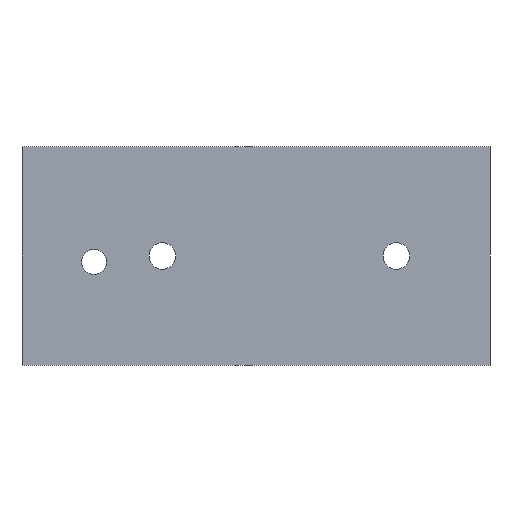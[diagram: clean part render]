
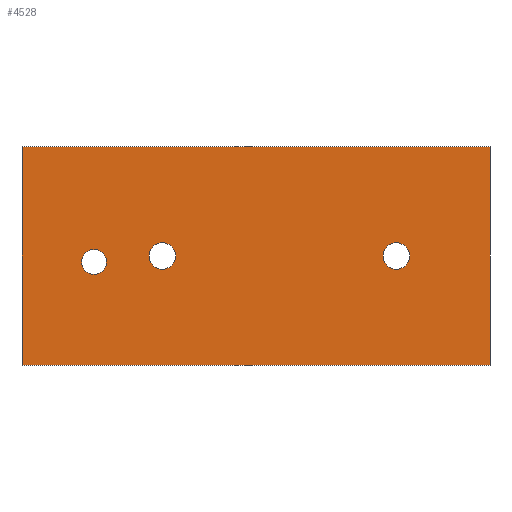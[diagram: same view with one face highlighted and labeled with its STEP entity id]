
A CAD part, front view. The second image highlights one B-rep face of the part: STEP entity #4528.
In plain terms, the highlighted planar face has unit normal (0, -1, 0).
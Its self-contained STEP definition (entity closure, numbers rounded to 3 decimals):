
#13 = ORIENTED_EDGE ( 'NONE', *, *, #695, .F. ) ;
#25 = EDGE_LOOP ( 'NONE', ( #353, #433 ) ) ;
#43 = EDGE_CURVE ( 'NONE', #669, #4420, #1374, .T. ) ;
#99 = VERTEX_POINT ( 'NONE', #1611 ) ;
#111 = VERTEX_POINT ( 'NONE', #1690 ) ;
#119 = EDGE_LOOP ( 'NONE', ( #4438, #2592 ) ) ;
#174 = VERTEX_POINT ( 'NONE', #2011 ) ;
#191 = EDGE_CURVE ( 'NONE', #1129, #669, #2153, .T. ) ;
#273 = VERTEX_POINT ( 'NONE', #2833 ) ;
#353 = ORIENTED_EDGE ( 'NONE', *, *, #691, .T. ) ;
#389 = EDGE_CURVE ( 'NONE', #273, #99, #3970, .T. ) ;
#426 = EDGE_LOOP ( 'NONE', ( #3426, #538, #13, #1184 ) ) ;
#433 = ORIENTED_EDGE ( 'NONE', *, *, #1036, .T. ) ;
#511 = EDGE_CURVE ( 'NONE', #99, #273, #2048, .T. ) ;
#538 = ORIENTED_EDGE ( 'NONE', *, *, #191, .F. ) ;
#669 = VERTEX_POINT ( 'NONE', #2963 ) ;
#691 = EDGE_CURVE ( 'NONE', #954, #111, #3043, .T. ) ;
#695 = EDGE_CURVE ( 'NONE', #773, #1129, #3073, .T. ) ;
#773 = VERTEX_POINT ( 'NONE', #3393 ) ;
#846 = ORIENTED_EDGE ( 'NONE', *, *, #1152, .T. ) ;
#890 = EDGE_CURVE ( 'NONE', #4420, #773, #3763, .T. ) ;
#954 = VERTEX_POINT ( 'NONE', #4034 ) ;
#1036 = EDGE_CURVE ( 'NONE', #111, #954, #1454, .T. ) ;
#1129 = VERTEX_POINT ( 'NONE', #1787 ) ;
#1152 = EDGE_CURVE ( 'NONE', #174, #4464, #1900, .T. ) ;
#1172 = EDGE_LOOP ( 'NONE', ( #2611, #846 ) ) ;
#1184 = ORIENTED_EDGE ( 'NONE', *, *, #890, .F. ) ;
#1374 = LINE ( 'NONE', #1375, #1376 ) ;
#1375 = CARTESIAN_POINT ( 'NONE',  ( -75., 0., -35. ) ) ;
#1376 = VECTOR ( 'NONE', #1377, 1000. ) ;
#1377 = DIRECTION ( 'NONE',  ( 0., 0., 1. ) ) ;
#1454 = CIRCLE ( 'NONE', #1455, 4. ) ;
#1455 = AXIS2_PLACEMENT_3D ( 'NONE', #1456, #1457, #1458 ) ;
#1456 = CARTESIAN_POINT ( 'NONE',  ( -51.916, 0., -1.917 ) ) ;
#1457 = DIRECTION ( 'NONE',  ( 0., 1., 0. ) ) ;
#1458 = DIRECTION ( 'NONE',  ( 0., 0., 1. ) ) ;
#1611 = CARTESIAN_POINT ( 'NONE',  ( 45., 0., 4.25 ) ) ;
#1690 = CARTESIAN_POINT ( 'NONE',  ( -51.916, 0., -5.917 ) ) ;
#1787 = CARTESIAN_POINT ( 'NONE',  ( 75., 0., -35. ) ) ;
#1900 = CIRCLE ( 'NONE', #1901, 4.25 ) ;
#1901 = AXIS2_PLACEMENT_3D ( 'NONE', #1902, #1903, #1904 ) ;
#1902 = CARTESIAN_POINT ( 'NONE',  ( -30., 0., 0. ) ) ;
#1903 = DIRECTION ( 'NONE',  ( 0., 1., 0. ) ) ;
#1904 = DIRECTION ( 'NONE',  ( 0., 0., 1. ) ) ;
#1911 = CIRCLE ( 'NONE', #1912, 4.25 ) ;
#1912 = AXIS2_PLACEMENT_3D ( 'NONE', #1915, #1916, #1917 ) ;
#1915 = CARTESIAN_POINT ( 'NONE',  ( -30., 0., 0. ) ) ;
#1916 = DIRECTION ( 'NONE',  ( 0., 1., 0. ) ) ;
#1917 = DIRECTION ( 'NONE',  ( 0., 0., 1. ) ) ;
#2011 = CARTESIAN_POINT ( 'NONE',  ( -30., 0., -4.25 ) ) ;
#2048 = CIRCLE ( 'NONE', #2049, 4.25 ) ;
#2049 = AXIS2_PLACEMENT_3D ( 'NONE', #2050, #2051, #2052 ) ;
#2050 = CARTESIAN_POINT ( 'NONE',  ( 45., 0., 0. ) ) ;
#2051 = DIRECTION ( 'NONE',  ( 0., 1., 0. ) ) ;
#2052 = DIRECTION ( 'NONE',  ( 0., 0., 1. ) ) ;
#2153 = LINE ( 'NONE', #2154, #2155 ) ;
#2154 = CARTESIAN_POINT ( 'NONE',  ( -75., 0., -35. ) ) ;
#2155 = VECTOR ( 'NONE', #2156, 1000. ) ;
#2156 = DIRECTION ( 'NONE',  ( -1., 0., 0. ) ) ;
#2490 = FACE_BOUND ( 'NONE', #1172, .T. ) ;
#2491 = FACE_BOUND ( 'NONE', #119, .T. ) ;
#2492 = FACE_BOUND ( 'NONE', #25, .T. ) ;
#2493 = FACE_OUTER_BOUND ( 'NONE', #426, .T. ) ;
#2510 = PLANE ( 'NONE',  #2511 ) ;
#2511 = AXIS2_PLACEMENT_3D ( 'NONE', #2512, #2513, #2514 ) ;
#2512 = CARTESIAN_POINT ( 'NONE',  ( -75., 0., 35. ) ) ;
#2513 = DIRECTION ( 'NONE',  ( 0., 1., 0. ) ) ;
#2514 = DIRECTION ( 'NONE',  ( 0., 0., 1. ) ) ;
#2592 = ORIENTED_EDGE ( 'NONE', *, *, #389, .T. ) ;
#2611 = ORIENTED_EDGE ( 'NONE', *, *, #4472, .T. ) ;
#2833 = CARTESIAN_POINT ( 'NONE',  ( 45., 0., -4.25 ) ) ;
#2963 = CARTESIAN_POINT ( 'NONE',  ( -75., 0., -35. ) ) ;
#3043 = CIRCLE ( 'NONE', #3044, 4. ) ;
#3044 = AXIS2_PLACEMENT_3D ( 'NONE', #3045, #3046, #3047 ) ;
#3045 = CARTESIAN_POINT ( 'NONE',  ( -51.916, 0., -1.917 ) ) ;
#3046 = DIRECTION ( 'NONE',  ( 0., 1., 0. ) ) ;
#3047 = DIRECTION ( 'NONE',  ( 0., 0., 1. ) ) ;
#3073 = LINE ( 'NONE', #3074, #3075 ) ;
#3074 = CARTESIAN_POINT ( 'NONE',  ( 75., 0., -35. ) ) ;
#3075 = VECTOR ( 'NONE', #3076, 1000. ) ;
#3076 = DIRECTION ( 'NONE',  ( 0., 0., -1. ) ) ;
#3393 = CARTESIAN_POINT ( 'NONE',  ( 75., 0., 35. ) ) ;
#3426 = ORIENTED_EDGE ( 'NONE', *, *, #43, .F. ) ;
#3763 = LINE ( 'NONE', #3764, #3765 ) ;
#3764 = CARTESIAN_POINT ( 'NONE',  ( -75., 0., 35. ) ) ;
#3765 = VECTOR ( 'NONE', #3766, 1000. ) ;
#3766 = DIRECTION ( 'NONE',  ( 1., 0., 0. ) ) ;
#3970 = CIRCLE ( 'NONE', #3971, 4.25 ) ;
#3971 = AXIS2_PLACEMENT_3D ( 'NONE', #3972, #3973, #3974 ) ;
#3972 = CARTESIAN_POINT ( 'NONE',  ( 45., 0., 0. ) ) ;
#3973 = DIRECTION ( 'NONE',  ( 0., 1., 0. ) ) ;
#3974 = DIRECTION ( 'NONE',  ( 0., 0., 1. ) ) ;
#4034 = CARTESIAN_POINT ( 'NONE',  ( -51.916, 0., 2.083 ) ) ;
#4191 = CARTESIAN_POINT ( 'NONE',  ( -75., 0., 35. ) ) ;
#4375 = CARTESIAN_POINT ( 'NONE',  ( -30., 0., 4.25 ) ) ;
#4420 = VERTEX_POINT ( 'NONE', #4191 ) ;
#4438 = ORIENTED_EDGE ( 'NONE', *, *, #511, .T. ) ;
#4464 = VERTEX_POINT ( 'NONE', #4375 ) ;
#4472 = EDGE_CURVE ( 'NONE', #4464, #174, #1911, .T. ) ;
#4528 = ADVANCED_FACE ( 'NONE', ( #2490, #2491, #2492, #2493 ), #2510, .F. ) ;
